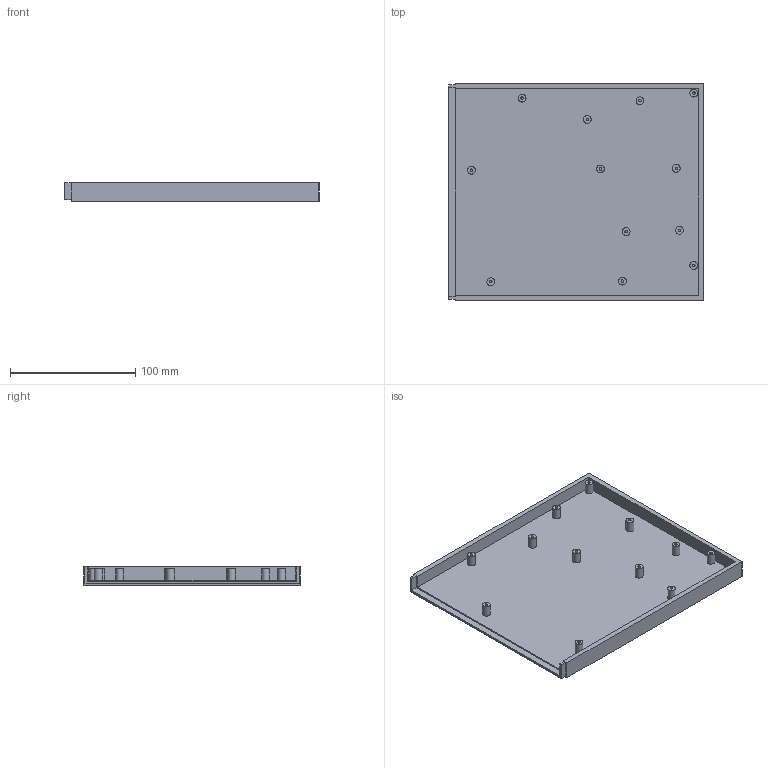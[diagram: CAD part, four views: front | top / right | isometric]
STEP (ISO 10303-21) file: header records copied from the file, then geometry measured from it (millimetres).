
FILE_DESCRIPTION(/* description */ (''),/* implementation_level */ '2;1');
FILE_NAME(/* name */ 'bottom_case_1.step',/* time_stamp */ '2026-02-13T22:19:27+01:00',/* author */ (''),/* organization */ (''),/* preprocessor_version */ 'ST-DEVELOPER v20.1',/* originating_system */ 'Autodesk Translation Framework v14.24.0.0',/* authorisation */ '');
FILE_SCHEMA (('AUTOMOTIVE_DESIGN { 1 0 10303 214 3 1 1 }'));
Length unit declared in the file: millimetre
Products named in the file (1): FusionComponent
Bounding box: 202.93 x 173.05 x 14.6 mm (x, y, z)
Volume: 165653.9 mm3; surface area: 88186.7 mm2
Topology: 1 solids, 1 shells, 69 faces, 129 edges, 86 vertices
Faces by surface type: plane 43, cylinder 26
Full cylindrical faces by diameter (mm): 2 x12, 6.2 x12
Entity records: 1768 total; most frequent: DIRECTION 321, CARTESIAN_POINT 285, ORIENTED_EDGE 258, EDGE_CURVE 129, AXIS2_PLACEMENT_3D 122, EDGE_LOOP 93, VERTEX_POINT 86, LINE 77
